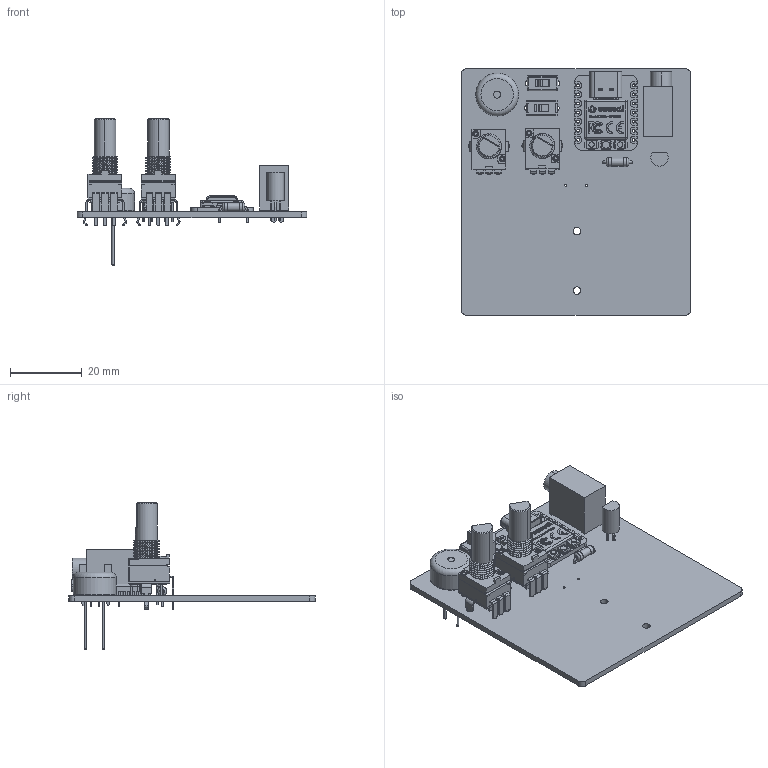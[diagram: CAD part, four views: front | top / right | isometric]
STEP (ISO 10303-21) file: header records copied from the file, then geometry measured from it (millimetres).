
FILE_DESCRIPTION(('KiCad electronic assembly'),'2;1');
FILE_NAME('Penguin_Paddle.step','2025-07-02T19:26:56',('Pcbnew'),( 'Kicad'),'Open CASCADE STEP processor 7.8','KiCad to STEP converter' ,'Unknown');
FILE_SCHEMA(('AUTOMOTIVE_DESIGN { 1 0 10303 214 1 1 1 1 }'));
Length unit declared in the file: millimetre
Products named in the file (16): Penguin_Paddle 1; TO-92L; TO-92L_Narrow; P0915N-FC15BR100K; Seeed Studio XIAO RP2040 v26; Same_Sky_SJ1-3533NG; Buzzer_TDK_PS1240P02BT_D12.2mm_H6.5mm; Buzzer_TDK_PS1240P02BT_D122mm_H65mm; R_Axial_DIN0207_L6.3mm_D2.5mm_P7.62mm_Horizontal; R_Axial_DIN0207_L63mm_D25mm_P762mm_Horizontal; SW_Slide_SPDT_Straight_CK_OS102011MS2Q; Penguin_Paddle_PCB
Assembly tree (17 placements, depth 3):
  Penguin_Paddle 1
    TO-92L
      TO-92L_Narrow
    P0915N-FC15BR100K  x2
      P0915N-FC15BR100K
    Seeed Studio XIAO RP2040 v26
      Seeed Studio XIAO RP2040 v26
    Same_Sky_SJ1-3533NG
      Same_Sky_SJ1-3533NG
    Buzzer_TDK_PS1240P02BT_D12.2mm_H6.5mm
      Buzzer_TDK_PS1240P02BT_D122mm_H65mm
    R_Axial_DIN0207_L6.3mm_D2.5mm_P7.62mm_Horizontal
      R_Axial_DIN0207_L63mm_D25mm_P762mm_Horizontal
    SW_Slide_SPDT_Straight_CK_OS102011MS2Q  x2
      SW_Slide_SPDT_Straight_CK_OS102011MS2Q
    Penguin_Paddle_PCB
Bounding box: 64.21 x 68.91 x 41 mm (x, y, z)
Volume: 12844.9 mm3; surface area: 17974.3 mm2
Topology: 128 solids, 135 shells, 2492 faces, 6190 edges, 3979 vertices
Faces by surface type: plane 1765, cylinder 454, bspline 207, torus 36, cone 20, sphere 10
Full cylindrical faces by diameter (mm): 0.4 x1, 0.5 x2, 0.6 x4, 0.65 x2, 0.75 x3, 0.8 x22, 1 x22, 1.5 x6, 2 x6, 2.1 x2, 2.25 x1, 2.5 x2, 12 x1
Entity records: 65303 total; most frequent: CARTESIAN_POINT 15444, ORIENTED_EDGE 10000, DIRECTION 8968, EDGE_CURVE 5000, LINE 3740, VECTOR 3740, VERTEX_POINT 3249, AXIS2_PLACEMENT_3D 2614
